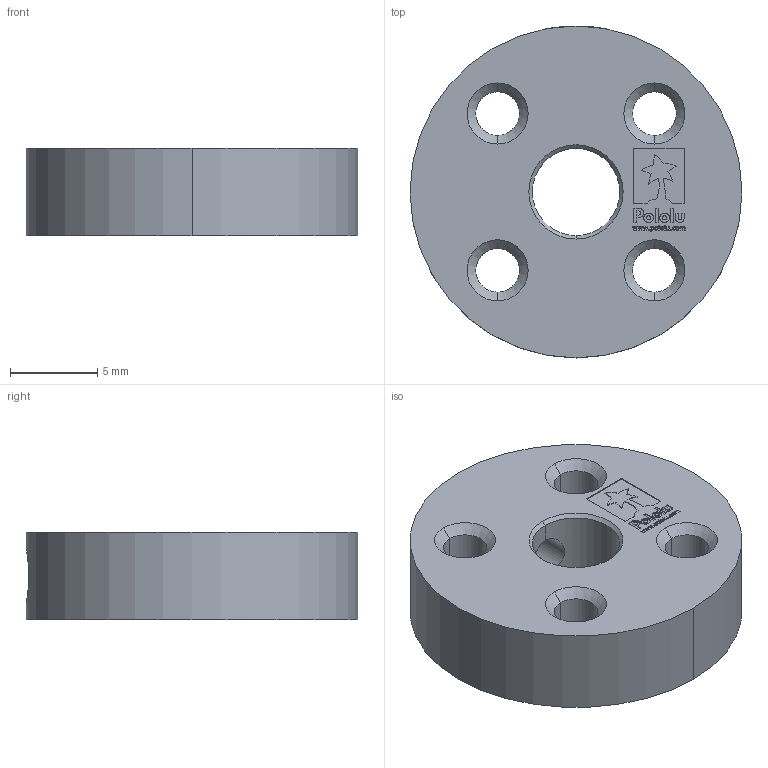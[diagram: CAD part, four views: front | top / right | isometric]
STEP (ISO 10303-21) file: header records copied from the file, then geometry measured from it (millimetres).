
FILE_DESCRIPTION (( 'STEP AP214' ), '1' );
FILE_NAME ('5mm-m3.step', '2016-03-03T23:24:34', ( '' ), ( '' ), 'SwSTEP 2.0', 'SolidWorks 2015', '' );
FILE_SCHEMA (( 'AUTOMOTIVE_DESIGN' ));
Length unit declared in the file: millimetre
Products named in the file (1): 5mm-m3
Bounding box: 19 x 19 x 5 mm (x, y, z)
Volume: 1175.8 mm3; surface area: 1049.7 mm2
Topology: 1 solids, 1 shells, 285 faces, 752 edges, 495 vertices
Faces by surface type: plane 151, bspline 100, cone 20, cylinder 14
Entity records: 13098 total; most frequent: CARTESIAN_POINT 6543, ORIENTED_EDGE 1504, DIRECTION 959, EDGE_CURVE 752, VECTOR 499, LINE 499, VERTEX_POINT 495, EDGE_LOOP 323
